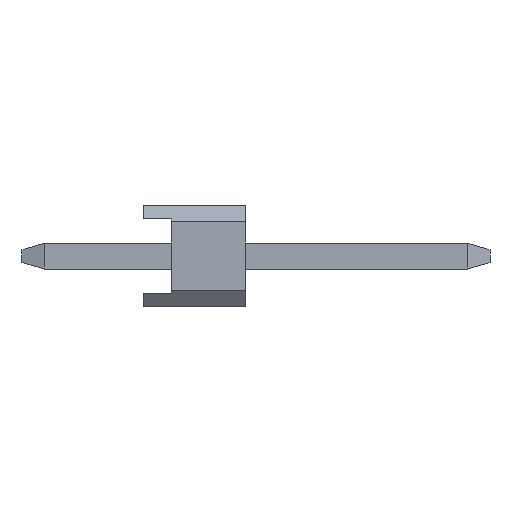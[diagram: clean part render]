
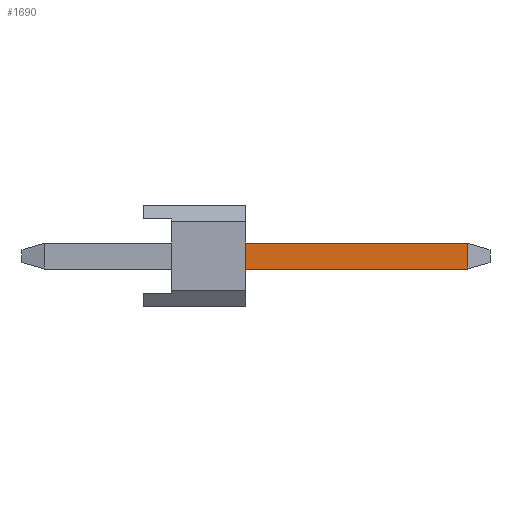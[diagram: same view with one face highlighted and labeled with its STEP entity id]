
A CAD part, left-side view. The second image highlights one B-rep face of the part: STEP entity #1690.
In plain terms, the highlighted planar face has unit normal (-1, 0, 0).
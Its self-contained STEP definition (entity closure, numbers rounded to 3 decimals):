
#1468=VERTEX_POINT('',#3957);
#1690=ADVANCED_FACE('',(#4196),#4197,.T.);
#2006=EDGE_CURVE('',#2230,#1468,#4567,.T.);
#2060=VERTEX_POINT('',#4624);
#2230=VERTEX_POINT('',#4808);
#2320=EDGE_CURVE('',#1468,#3520,#4910,.T.);
#2864=EDGE_CURVE('',#3520,#2060,#5505,.T.);
#3426=EDGE_CURVE('',#2060,#2230,#6124,.T.);
#3520=VERTEX_POINT('',#6227);
#3957=CARTESIAN_POINT('',(-9.21,-2.54,-0.32));
#4196=FACE_OUTER_BOUND('',#7115,.T.);
#4197=PLANE('',#7116);
#4567=LINE('',#7627,#7628);
#4624=CARTESIAN_POINT('',(-9.21,-8.054,0.32));
#4808=CARTESIAN_POINT('',(-9.21,-8.054,-0.32));
#4910=LINE('',#8136,#8137);
#5505=LINE('',#8999,#9000);
#6124=LINE('',#9902,#9903);
#6227=CARTESIAN_POINT('',(-9.21,-2.54,0.32));
#7115=EDGE_LOOP('',(#10793,#10794,#10795,#10796));
#7116=AXIS2_PLACEMENT_3D('',#10797,#10798,#10799);
#7627=CARTESIAN_POINT('',(-9.21,2.454,-0.32));
#7628=VECTOR('',#11366,1.0);
#8136=CARTESIAN_POINT('',(-9.21,-2.54,0.252));
#8137=VECTOR('',#11691,1.0);
#8999=CARTESIAN_POINT('',(-9.21,-2.8,0.32));
#9000=VECTOR('',#12245,1.0);
#9902=CARTESIAN_POINT('',(-9.21,-8.054,0.5));
#9903=VECTOR('',#12855,1.0);
#10793=ORIENTED_EDGE('',*,*,#2320,.F.);
#10794=ORIENTED_EDGE('',*,*,#2006,.F.);
#10795=ORIENTED_EDGE('',*,*,#3426,.F.);
#10796=ORIENTED_EDGE('',*,*,#2864,.F.);
#10797=CARTESIAN_POINT('',(-9.21,2.454,0.5));
#10798=DIRECTION('',(-1.0,0.,0.));
#10799=DIRECTION('',(0.,1.0,0.));
#11366=DIRECTION('',(0.,1.0,0.));
#11691=DIRECTION('',(0.,0.,1.0));
#12245=DIRECTION('',(0.,-1.0,0.));
#12855=DIRECTION('',(0.0,0.,-1.0));
